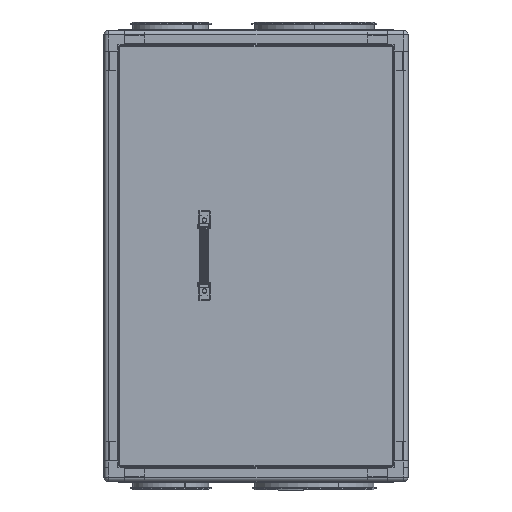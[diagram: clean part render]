
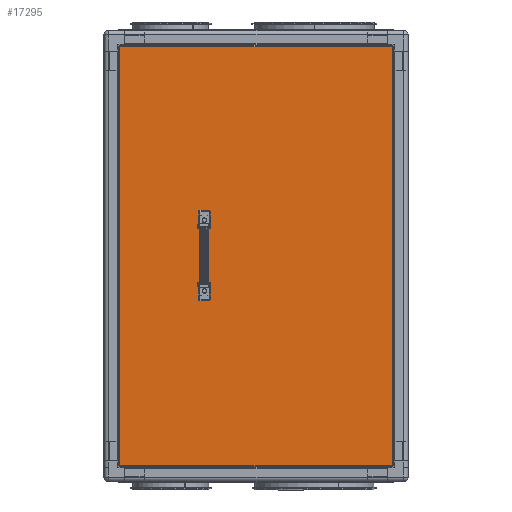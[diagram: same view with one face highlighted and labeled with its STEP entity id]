
A CAD part, left-side view. The second image highlights one B-rep face of the part: STEP entity #17295.
In plain terms, the highlighted face is planar.
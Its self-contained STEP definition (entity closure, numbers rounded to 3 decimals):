
#65 = CARTESIAN_POINT ( 'NONE',  ( 103.318, 123.179, 0. ) ) ;
#77 = EDGE_CURVE ( 'NONE', #2430, #21242, #6678, .T. ) ;
#749 = ORIENTED_EDGE ( 'NONE', *, *, #22843, .T. ) ;
#1456 = LINE ( 'NONE', #21202, #4483 ) ;
#1498 = EDGE_CURVE ( 'NONE', #21242, #2430, #12144, .T. ) ;
#1603 = CARTESIAN_POINT ( 'NONE',  ( 256.318, 123.179, 0. ) ) ;
#2430 = VERTEX_POINT ( 'NONE', #9192 ) ;
#2835 = ORIENTED_EDGE ( 'NONE', *, *, #24388, .T. ) ;
#3703 = VERTEX_POINT ( 'NONE', #7392 ) ;
#4483 = VECTOR ( 'NONE', #22871, 1000. ) ;
#4958 = ORIENTED_EDGE ( 'NONE', *, *, #25355, .F. ) ;
#5619 = VERTEX_POINT ( 'NONE', #9831 ) ;
#5638 = VECTOR ( 'NONE', #18445, 1000. ) ;
#6678 = CIRCLE ( 'NONE', #24406, 3. ) ;
#6769 = AXIS2_PLACEMENT_3D ( 'NONE', #17570, #23255, #25441 ) ;
#6880 = CIRCLE ( 'NONE', #16777, 3. ) ;
#7392 = CARTESIAN_POINT ( 'NONE',  ( 633.552, -284.079, 0. ) ) ;
#7485 = DIRECTION ( 'NONE',  ( 0., 0., 1. ) ) ;
#7517 = VECTOR ( 'NONE', #16580, 1000. ) ;
#8832 = ORIENTED_EDGE ( 'NONE', *, *, #77, .F. ) ;
#8924 = VERTEX_POINT ( 'NONE', #9102 ) ;
#9044 = VERTEX_POINT ( 'NONE', #14015 ) ;
#9102 = CARTESIAN_POINT ( 'NONE',  ( -275.915, 306.437, 0. ) ) ;
#9192 = CARTESIAN_POINT ( 'NONE',  ( 253.318, 123.179, 0. ) ) ;
#9254 = ORIENTED_EDGE ( 'NONE', *, *, #10114, .F. ) ;
#9477 = CARTESIAN_POINT ( 'NONE',  ( -275.915, 306.437, 0. ) ) ;
#9608 = DIRECTION ( 'NONE',  ( 0., -1., 0. ) ) ;
#9627 = DIRECTION ( 'NONE',  ( 1., 0., 0. ) ) ;
#9671 = DIRECTION ( 'NONE',  ( 1., 0., 0. ) ) ;
#9831 = CARTESIAN_POINT ( 'NONE',  ( -275.915, -284.079, 0. ) ) ;
#9885 = EDGE_CURVE ( 'NONE', #5619, #3703, #20255, .T. ) ;
#10114 = EDGE_CURVE ( 'NONE', #9044, #14229, #6880, .T. ) ;
#10155 = CARTESIAN_POINT ( 'NONE',  ( 633.552, 306.437, 0. ) ) ;
#10654 = LINE ( 'NONE', #18527, #7517 ) ;
#11093 = CIRCLE ( 'NONE', #23460, 3. ) ;
#11235 = FACE_BOUND ( 'NONE', #16221, .T. ) ;
#11532 = DIRECTION ( 'NONE',  ( 1., 0., 0. ) ) ;
#12144 = CIRCLE ( 'NONE', #6769, 3. ) ;
#12412 = ORIENTED_EDGE ( 'NONE', *, *, #9885, .T. ) ;
#13487 = CARTESIAN_POINT ( 'NONE',  ( 106.318, 123.179, 0. ) ) ;
#14015 = CARTESIAN_POINT ( 'NONE',  ( 100.318, 123.179, 0. ) ) ;
#14229 = VERTEX_POINT ( 'NONE', #13487 ) ;
#15096 = FACE_OUTER_BOUND ( 'NONE', #21830, .T. ) ;
#15345 = EDGE_CURVE ( 'NONE', #8924, #5619, #19564, .T. ) ;
#15481 = PLANE ( 'NONE',  #15836 ) ;
#15800 = DIRECTION ( 'NONE',  ( 1., 0., 0. ) ) ;
#15836 = AXIS2_PLACEMENT_3D ( 'NONE', #21553, #7485, #9671 ) ;
#16221 = EDGE_LOOP ( 'NONE', ( #4958, #9254 ) ) ;
#16561 = EDGE_LOOP ( 'NONE', ( #20757, #8832 ) ) ;
#16580 = DIRECTION ( 'NONE',  ( 0., 1., 0. ) ) ;
#16777 = AXIS2_PLACEMENT_3D ( 'NONE', #17632, #19707, #9627 ) ;
#17213 = DIRECTION ( 'NONE',  ( 0., 0., 1. ) ) ;
#17295 = ADVANCED_FACE ( 'NONE', ( #11235, #25304, #15096 ), #15481, .T. ) ;
#17570 = CARTESIAN_POINT ( 'NONE',  ( 256.318, 123.179, 0. ) ) ;
#17632 = CARTESIAN_POINT ( 'NONE',  ( 103.318, 123.179, 0. ) ) ;
#18445 = DIRECTION ( 'NONE',  ( 1., 0., 0. ) ) ;
#18527 = CARTESIAN_POINT ( 'NONE',  ( 633.552, -284.079, 0. ) ) ;
#19044 = VECTOR ( 'NONE', #9608, 1000. ) ;
#19564 = LINE ( 'NONE', #9477, #19044 ) ;
#19707 = DIRECTION ( 'NONE',  ( 0., 0., 1. ) ) ;
#20049 = CARTESIAN_POINT ( 'NONE',  ( 259.318, 123.179, 0. ) ) ;
#20255 = LINE ( 'NONE', #22432, #5638 ) ;
#20757 = ORIENTED_EDGE ( 'NONE', *, *, #1498, .F. ) ;
#21202 = CARTESIAN_POINT ( 'NONE',  ( 633.552, 306.437, 0. ) ) ;
#21242 = VERTEX_POINT ( 'NONE', #20049 ) ;
#21553 = CARTESIAN_POINT ( 'NONE',  ( 0., 0., 0. ) ) ;
#21830 = EDGE_LOOP ( 'NONE', ( #24320, #12412, #749, #2835 ) ) ;
#22432 = CARTESIAN_POINT ( 'NONE',  ( -275.915, -284.079, 0. ) ) ;
#22843 = EDGE_CURVE ( 'NONE', #3703, #24830, #10654, .T. ) ;
#22871 = DIRECTION ( 'NONE',  ( -1., 0., 0. ) ) ;
#23255 = DIRECTION ( 'NONE',  ( 0., 0., 1. ) ) ;
#23460 = AXIS2_PLACEMENT_3D ( 'NONE', #65, #25351, #15800 ) ;
#24320 = ORIENTED_EDGE ( 'NONE', *, *, #15345, .T. ) ;
#24388 = EDGE_CURVE ( 'NONE', #24830, #8924, #1456, .T. ) ;
#24406 = AXIS2_PLACEMENT_3D ( 'NONE', #1603, #17213, #11532 ) ;
#24830 = VERTEX_POINT ( 'NONE', #10155 ) ;
#25304 = FACE_BOUND ( 'NONE', #16561, .T. ) ;
#25351 = DIRECTION ( 'NONE',  ( 0., 0., 1. ) ) ;
#25355 = EDGE_CURVE ( 'NONE', #14229, #9044, #11093, .T. ) ;
#25441 = DIRECTION ( 'NONE',  ( 1., 0., 0. ) ) ;
